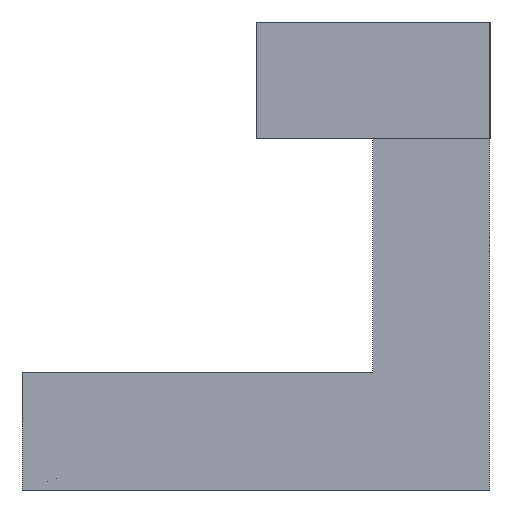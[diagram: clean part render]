
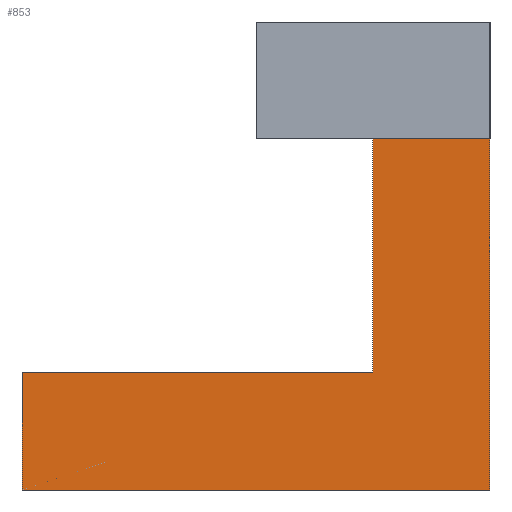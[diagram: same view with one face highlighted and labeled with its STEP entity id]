
A CAD part, left-side view. The second image highlights one B-rep face of the part: STEP entity #853.
In plain terms, the highlighted planar face has unit normal (-1, 0, 0).
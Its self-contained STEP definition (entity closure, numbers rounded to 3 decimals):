
#19 = ORIENTED_EDGE ( 'NONE', *, *, #666, .T. ) ;
#30 = CARTESIAN_POINT ( 'NONE',  ( -6., 25., 30. ) ) ;
#33 = EDGE_CURVE ( 'NONE', #901, #905, #604, .T. ) ;
#36 = CARTESIAN_POINT ( 'NONE',  ( -6., -5., 10. ) ) ;
#52 = CARTESIAN_POINT ( 'NONE',  ( -6., -5., 20. ) ) ;
#67 = ORIENTED_EDGE ( 'NONE', *, *, #850, .F. ) ;
#78 = ORIENTED_EDGE ( 'NONE', *, *, #33, .T. ) ;
#100 = PLANE ( 'NONE',  #543 ) ;
#125 = CARTESIAN_POINT ( 'NONE',  ( -6., -5., 30. ) ) ;
#210 = DIRECTION ( 'NONE',  ( 0., 0., -1. ) ) ;
#220 = VERTEX_POINT ( 'NONE', #676 ) ;
#226 = EDGE_CURVE ( 'NONE', #220, #385, #739, .T. ) ;
#237 = ORIENTED_EDGE ( 'NONE', *, *, #459, .T. ) ;
#243 = CARTESIAN_POINT ( 'NONE',  ( -6., 25., 0. ) ) ;
#266 = LINE ( 'NONE', #592, #975 ) ;
#293 = CARTESIAN_POINT ( 'NONE',  ( -6., 25., 0. ) ) ;
#322 = VECTOR ( 'NONE', #962, 1000. ) ;
#350 = DIRECTION ( 'NONE',  ( 1., 0., 0. ) ) ;
#385 = VERTEX_POINT ( 'NONE', #293 ) ;
#399 = EDGE_LOOP ( 'NONE', ( #78, #19, #699, #237, #793, #67 ) ) ;
#404 = DIRECTION ( 'NONE',  ( 0., -1., 0. ) ) ;
#431 = CARTESIAN_POINT ( 'NONE',  ( -6., -15., 0. ) ) ;
#459 = EDGE_CURVE ( 'NONE', #385, #568, #720, .T. ) ;
#479 = DIRECTION ( 'NONE',  ( 0., -1., 0. ) ) ;
#535 = LINE ( 'NONE', #971, #810 ) ;
#543 = AXIS2_PLACEMENT_3D ( 'NONE', #30, #350, #917 ) ;
#568 = VERTEX_POINT ( 'NONE', #431 ) ;
#592 = CARTESIAN_POINT ( 'NONE',  ( -6., -15., 30. ) ) ;
#604 = LINE ( 'NONE', #52, #907 ) ;
#655 = DIRECTION ( 'NONE',  ( 0., 0., -1. ) ) ;
#666 = EDGE_CURVE ( 'NONE', #905, #220, #535, .T. ) ;
#676 = CARTESIAN_POINT ( 'NONE',  ( -6., 25., 10. ) ) ;
#699 = ORIENTED_EDGE ( 'NONE', *, *, #226, .T. ) ;
#707 = FACE_OUTER_BOUND ( 'NONE', #399, .T. ) ;
#720 = LINE ( 'NONE', #243, #843 ) ;
#739 = LINE ( 'NONE', #957, #322 ) ;
#761 = DIRECTION ( 'NONE',  ( 0., 1., 0. ) ) ;
#793 = ORIENTED_EDGE ( 'NONE', *, *, #915, .F. ) ;
#795 = CARTESIAN_POINT ( 'NONE',  ( -6., 25., 30. ) ) ;
#810 = VECTOR ( 'NONE', #761, 1000. ) ;
#823 = VERTEX_POINT ( 'NONE', #922 ) ;
#843 = VECTOR ( 'NONE', #404, 1000. ) ;
#850 = EDGE_CURVE ( 'NONE', #901, #823, #865, .T. ) ;
#853 = ADVANCED_FACE ( 'NONE', ( #707 ), #100, .F. ) ;
#865 = LINE ( 'NONE', #795, #953 ) ;
#901 = VERTEX_POINT ( 'NONE', #125 ) ;
#905 = VERTEX_POINT ( 'NONE', #36 ) ;
#907 = VECTOR ( 'NONE', #210, 1000. ) ;
#915 = EDGE_CURVE ( 'NONE', #823, #568, #266, .T. ) ;
#917 = DIRECTION ( 'NONE',  ( 0., 1., 0. ) ) ;
#922 = CARTESIAN_POINT ( 'NONE',  ( -6., -15., 30. ) ) ;
#953 = VECTOR ( 'NONE', #479, 1000. ) ;
#957 = CARTESIAN_POINT ( 'NONE',  ( -6., 25., 30. ) ) ;
#962 = DIRECTION ( 'NONE',  ( 0., 0., -1. ) ) ;
#971 = CARTESIAN_POINT ( 'NONE',  ( -6., 25., 10. ) ) ;
#975 = VECTOR ( 'NONE', #655, 1000. ) ;
